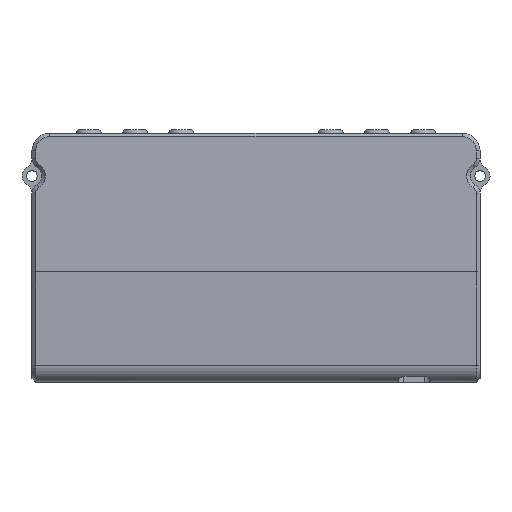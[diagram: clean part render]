
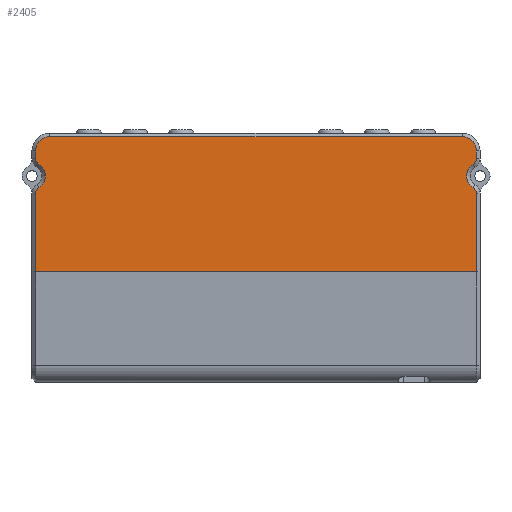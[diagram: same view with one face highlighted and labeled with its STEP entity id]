
A CAD part, top view. The second image highlights one B-rep face of the part: STEP entity #2405.
In plain terms, the highlighted planar face has unit normal (0, 0, 1).
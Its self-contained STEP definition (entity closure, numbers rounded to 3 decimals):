
#1686=CARTESIAN_POINT('',(62.,27.964,24.));
#1687=VERTEX_POINT('',#1686);
#1695=CARTESIAN_POINT('',(62.,30.,24.));
#1696=VERTEX_POINT('',#1695);
#1703=CARTESIAN_POINT('',(62.,27.964,24.));
#1704=DIRECTION('',(0.,1.,0.));
#1705=VECTOR('',#1704,2.036);
#1706=LINE('',#1703,#1705);
#1707=EDGE_CURVE('',#1687,#1696,#1706,.T.);
#1717=CARTESIAN_POINT('',(58.,34.,24.));
#1718=VERTEX_POINT('',#1717);
#1725=CARTESIAN_POINT('',(58.,30.,24.));
#1726=DIRECTION('',(0.,0.,1.));
#1727=DIRECTION('',(1.,0.,-0.));
#1728=AXIS2_PLACEMENT_3D('',#1725,#1726,#1727);
#1729=CIRCLE('',#1728,4.);
#1730=EDGE_CURVE('',#1696,#1718,#1729,.T.);
#1742=CARTESIAN_POINT('',(61.034,26.252,24.));
#1743=VERTEX_POINT('',#1742);
#1760=CARTESIAN_POINT('',(60.,27.964,24.));
#1761=DIRECTION('',(0.,0.,1.));
#1762=DIRECTION('',(1.,0.,-0.));
#1763=AXIS2_PLACEMENT_3D('',#1760,#1761,#1762);
#1764=CIRCLE('',#1763,2.);
#1765=EDGE_CURVE('',#1743,#1687,#1764,.T.);
#1775=CARTESIAN_POINT('',(-58.,34.,24.));
#1776=VERTEX_POINT('',#1775);
#1783=CARTESIAN_POINT('',(58.,34.,24.));
#1784=DIRECTION('',(-1.,0.,0.));
#1785=VECTOR('',#1784,116.);
#1786=LINE('',#1783,#1785);
#1787=EDGE_CURVE('',#1718,#1776,#1786,.T.);
#1799=CARTESIAN_POINT('',(61.034,19.748,24.));
#1800=VERTEX_POINT('',#1799);
#1826=CARTESIAN_POINT('',(63.,23.,24.));
#1827=DIRECTION('',(-0.,-0.,-1.));
#1828=DIRECTION('',(1.,0.,-0.));
#1829=AXIS2_PLACEMENT_3D('',#1826,#1827,#1828);
#1830=CIRCLE('',#1829,3.8);
#1831=EDGE_CURVE('',#1800,#1743,#1830,.T.);
#1841=CARTESIAN_POINT('',(-62.,30.,24.));
#1842=VERTEX_POINT('',#1841);
#1849=CARTESIAN_POINT('',(-58.,30.,24.));
#1850=DIRECTION('',(0.,0.,1.));
#1851=DIRECTION('',(1.,0.,-0.));
#1852=AXIS2_PLACEMENT_3D('',#1849,#1850,#1851);
#1853=CIRCLE('',#1852,4.);
#1854=EDGE_CURVE('',#1776,#1842,#1853,.T.);
#1866=CARTESIAN_POINT('',(62.,18.036,24.));
#1867=VERTEX_POINT('',#1866);
#1882=CARTESIAN_POINT('',(60.,18.036,24.));
#1883=DIRECTION('',(0.,0.,1.));
#1884=DIRECTION('',(1.,0.,-0.));
#1885=AXIS2_PLACEMENT_3D('',#1882,#1883,#1884);
#1886=CIRCLE('',#1885,2.);
#1887=EDGE_CURVE('',#1867,#1800,#1886,.T.);
#1897=CARTESIAN_POINT('',(-62.,27.964,24.));
#1898=VERTEX_POINT('',#1897);
#1905=CARTESIAN_POINT('',(-62.,30.,24.));
#1906=DIRECTION('',(0.,-1.,0.));
#1907=VECTOR('',#1906,2.036);
#1908=LINE('',#1905,#1907);
#1909=EDGE_CURVE('',#1842,#1898,#1908,.T.);
#1921=CARTESIAN_POINT('',(62.,-4.,24.));
#1922=VERTEX_POINT('',#1921);
#1931=CARTESIAN_POINT('',(62.,-4.,24.));
#1932=DIRECTION('',(0.,1.,0.));
#1933=VECTOR('',#1932,22.036);
#1934=LINE('',#1931,#1933);
#1935=EDGE_CURVE('',#1922,#1867,#1934,.T.);
#1947=CARTESIAN_POINT('',(-61.034,26.252,24.));
#1948=VERTEX_POINT('',#1947);
#1955=CARTESIAN_POINT('',(-60.,27.964,24.));
#1956=DIRECTION('',(0.,0.,1.));
#1957=DIRECTION('',(1.,0.,-0.));
#1958=AXIS2_PLACEMENT_3D('',#1955,#1956,#1957);
#1959=CIRCLE('',#1958,2.);
#1960=EDGE_CURVE('',#1898,#1948,#1959,.T.);
#2002=CARTESIAN_POINT('',(-59.2,23.,24.));
#2003=VERTEX_POINT('',#2002);
#2012=CARTESIAN_POINT('',(-63.,23.,24.));
#2013=DIRECTION('',(-0.,-0.,-1.));
#2014=DIRECTION('',(1.,0.,-0.));
#2015=AXIS2_PLACEMENT_3D('',#2012,#2013,#2014);
#2016=CIRCLE('',#2015,3.8);
#2017=EDGE_CURVE('',#1948,#2003,#2016,.T.);
#2053=CARTESIAN_POINT('',(-62.,18.036,24.));
#2054=VERTEX_POINT('',#2053);
#2061=CARTESIAN_POINT('',(-61.034,19.748,24.));
#2062=VERTEX_POINT('',#2061);
#2063=CARTESIAN_POINT('',(-60.,18.036,24.));
#2064=DIRECTION('',(0.,0.,1.));
#2065=DIRECTION('',(1.,0.,-0.));
#2066=AXIS2_PLACEMENT_3D('',#2063,#2064,#2065);
#2067=CIRCLE('',#2066,2.);
#2068=EDGE_CURVE('',#2062,#2054,#2067,.T.);
#2093=CARTESIAN_POINT('',(-62.,-4.,24.));
#2094=VERTEX_POINT('',#2093);
#2101=CARTESIAN_POINT('',(-62.,18.036,24.));
#2102=DIRECTION('',(0.,-1.,0.));
#2103=VECTOR('',#2102,22.036);
#2104=LINE('',#2101,#2103);
#2105=EDGE_CURVE('',#2054,#2094,#2104,.T.);
#2299=CARTESIAN_POINT('',(62.,-4.,24.));
#2300=DIRECTION('',(-1.,0.,0.));
#2301=VECTOR('',#2300,124.);
#2302=LINE('',#2299,#2301);
#2303=EDGE_CURVE('',#1922,#2094,#2302,.T.);
#2377=CARTESIAN_POINT('',(0.,0.,24.));
#2378=DIRECTION('',(0.,0.,1.));
#2379=DIRECTION('',(1.,0.,0.));
#2380=AXIS2_PLACEMENT_3D('',#2377,#2378,#2379);
#2381=PLANE('',#2380);
#2382=ORIENTED_EDGE('',*,*,#2303,.F.);
#2383=ORIENTED_EDGE('',*,*,#1935,.T.);
#2384=ORIENTED_EDGE('',*,*,#1887,.T.);
#2385=ORIENTED_EDGE('',*,*,#1831,.T.);
#2386=ORIENTED_EDGE('',*,*,#1765,.T.);
#2387=ORIENTED_EDGE('',*,*,#1707,.T.);
#2388=ORIENTED_EDGE('',*,*,#1730,.T.);
#2389=ORIENTED_EDGE('',*,*,#1787,.T.);
#2390=ORIENTED_EDGE('',*,*,#1854,.T.);
#2391=ORIENTED_EDGE('',*,*,#1909,.T.);
#2392=ORIENTED_EDGE('',*,*,#1960,.T.);
#2393=ORIENTED_EDGE('',*,*,#2017,.T.);
#2394=CARTESIAN_POINT('',(-63.,23.,24.));
#2395=DIRECTION('',(-0.,-0.,-1.));
#2396=DIRECTION('',(1.,0.,-0.));
#2397=AXIS2_PLACEMENT_3D('',#2394,#2395,#2396);
#2398=CIRCLE('',#2397,3.8);
#2399=EDGE_CURVE('',#2003,#2062,#2398,.T.);
#2400=ORIENTED_EDGE('',*,*,#2399,.T.);
#2401=ORIENTED_EDGE('',*,*,#2068,.T.);
#2402=ORIENTED_EDGE('',*,*,#2105,.T.);
#2403=EDGE_LOOP('',(#2382,#2383,#2384,#2385,#2386,#2387,#2388,#2389,#2390,#2391,#2392,#2393,#2400,#2401,#2402));
#2404=FACE_BOUND('',#2403,.T.);
#2405=ADVANCED_FACE('',(#2404),#2381,.T.);
